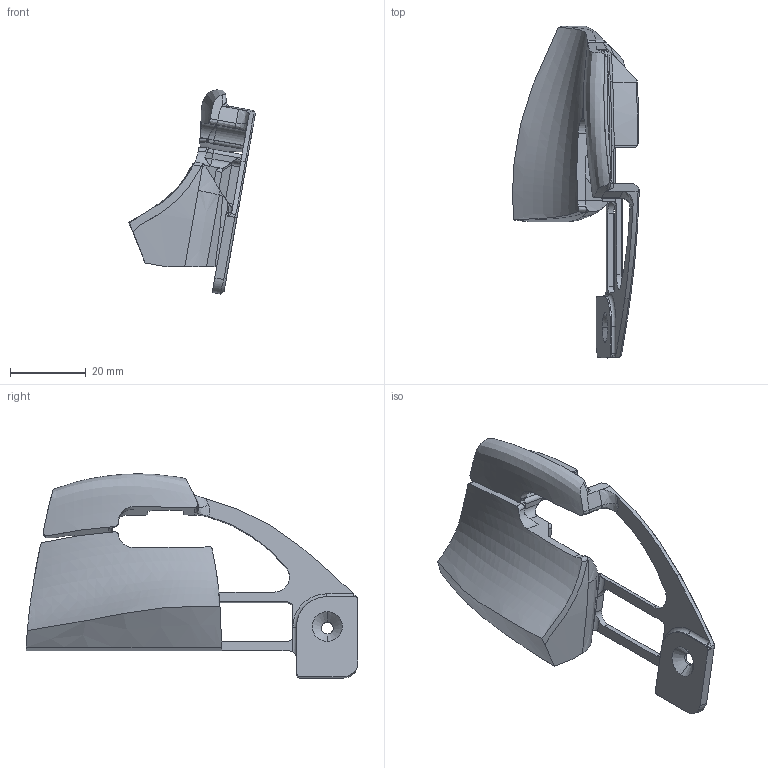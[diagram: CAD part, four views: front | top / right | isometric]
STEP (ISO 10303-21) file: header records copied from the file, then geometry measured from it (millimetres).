
FILE_DESCRIPTION (( 'STEP AP203' ), '1' );
FILE_NAME ('', '', ( '' ), ( '' ), '', '', '' );
FILE_SCHEMA (( 'CONFIG_CONTROL_DESIGN' ));
Length unit declared in the file: millimetre
Products named in the file (1): MainButtons
Bounding box: 33.46 x 87.62 x 53.88 mm (x, y, z)
Volume: 24351.8 mm3; surface area: 9236.4 mm2
Topology: 1 solids, 1 shells, 209 faces, 569 edges, 360 vertices
Faces by surface type: bspline 71, plane 70, cylinder 38, cone 29, torus 1
Entity records: 24044 total; most frequent: CARTESIAN_POINT 19412, ORIENTED_EDGE 1136, DIRECTION 669, EDGE_CURVE 568, VERTEX_POINT 360, B_SPLINE_CURVE_WITH_KNOTS 236, LINE 231, VECTOR 231
